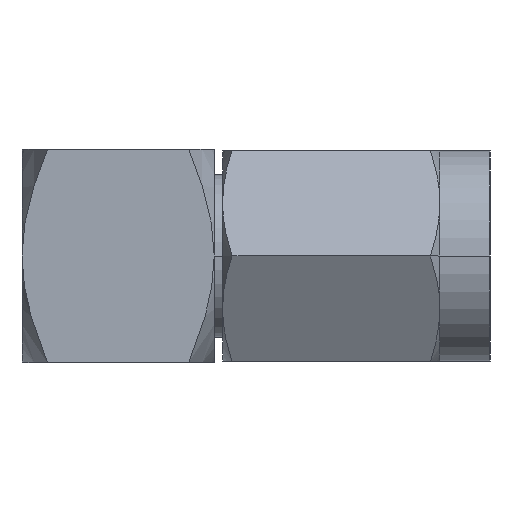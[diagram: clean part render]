
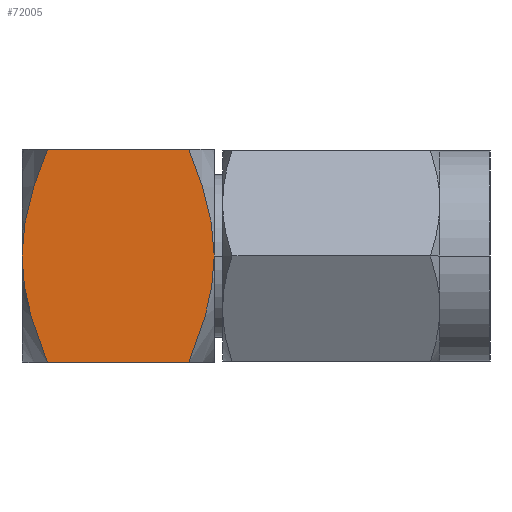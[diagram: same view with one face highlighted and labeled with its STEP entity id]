
A CAD part, left-side view. The second image highlights one B-rep face of the part: STEP entity #72005.
In plain terms, the highlighted face is planar.
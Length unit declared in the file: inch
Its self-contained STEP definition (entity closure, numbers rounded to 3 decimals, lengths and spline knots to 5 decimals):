
#1261 = CARTESIAN_POINT ( 'NONE',  ( 0.11056, 0.04331, -0.12635 ) ) ;
#1887 = CARTESIAN_POINT ( 'NONE',  ( 0.11396, 0.02192, -0.12635 ) ) ;
#9463 = CARTESIAN_POINT ( 'NONE',  ( 0.09953, 0.0854, -0.12635 ) ) ;
#10864 = CARTESIAN_POINT ( 'NONE',  ( -0.11396, 0.12635, -0.12635 ) ) ;
#11222 = CARTESIAN_POINT ( 'NONE',  ( -0.09953, 0.0854, -0.12635 ) ) ;
#14351 = CARTESIAN_POINT ( 'NONE',  ( 0.09948, -0.08556, -0.12635 ) ) ;
#15394 = ORIENTED_EDGE ( 'NONE', *, *, #95050, .T. ) ;
#15894 = CARTESIAN_POINT ( 'NONE',  ( 0.08375, -0.12635, -0.12635 ) ) ;
#19038 = EDGE_CURVE ( 'NONE', #60685, #121710, #73293, .T. ) ;
#20943 = CARTESIAN_POINT ( 'NONE',  ( -0.08375, -0.12635, -0.12635 ) ) ;
#21332 = CARTESIAN_POINT ( 'NONE',  ( 0.09199, 0.10615, -0.12635 ) ) ;
#22542 = CARTESIAN_POINT ( 'NONE',  ( 0.11001, -0.04344, -0.12635 ) ) ;
#26262 = VERTEX_POINT ( 'NONE', #20943 ) ;
#30318 = CARTESIAN_POINT ( 'NONE',  ( -0.11001, -0.04344, -0.12635 ) ) ;
#30754 = CARTESIAN_POINT ( 'NONE',  ( 0.08375, 0.12635, -0.12635 ) ) ;
#31153 = B_SPLINE_CURVE_WITH_KNOTS ( 'NONE', 3,
 ( #30754, #21332, #9463, #1261, #1887, #66980 ),
 .UNSPECIFIED., .F., .F.,
 ( 4, 2, 4 ),
 ( 0.00834, 0.01, 0.01165 ),
 .UNSPECIFIED. ) ;
#31967 = CARTESIAN_POINT ( 'NONE',  ( 0.11396, -0.01087, -0.12635 ) ) ;
#32296 = B_SPLINE_CURVE_WITH_KNOTS ( 'NONE', 3,
 ( #57286, #65931, #116236, #30318, #115011, #67185, #84911, #95526 ),
 .UNSPECIFIED., .F., .F.,
 ( 4, 2, 2, 4 ),
 ( 0.01165, 0.01248, 0.0133, 0.01494 ),
 .UNSPECIFIED. ) ;
#32899 = LINE ( 'NONE', #72211, #94005 ) ;
#39080 = LINE ( 'NONE', #10864, #118170 ) ;
#40396 = VERTEX_POINT ( 'NONE', #15894 ) ;
#40761 = ORIENTED_EDGE ( 'NONE', *, *, #53055, .T. ) ;
#40852 = VERTEX_POINT ( 'NONE', #50016 ) ;
#42614 = CARTESIAN_POINT ( 'NONE',  ( 0.11312, -0.0219, -0.12635 ) ) ;
#43675 = CARTESIAN_POINT ( 'NONE',  ( -0.11396, 0.12635, -0.12635 ) ) ;
#44466 = ORIENTED_EDGE ( 'NONE', *, *, #94496, .T. ) ;
#48470 = DIRECTION ( 'NONE',  ( -1., 0., 0. ) ) ;
#50016 = CARTESIAN_POINT ( 'NONE',  ( 0.08375, 0.12635, -0.12635 ) ) ;
#53055 = EDGE_CURVE ( 'NONE', #40852, #104490, #31153, .T. ) ;
#57286 = CARTESIAN_POINT ( 'NONE',  ( -0.11396, 0., -0.12635 ) ) ;
#60114 = CARTESIAN_POINT ( 'NONE',  ( 0.08375, -0.12635, -0.12635 ) ) ;
#60685 = VERTEX_POINT ( 'NONE', #108936 ) ;
#63594 = DIRECTION ( 'NONE',  ( 1., 0., 0. ) ) ;
#65651 = CARTESIAN_POINT ( 'NONE',  ( -0.11056, 0.04331, -0.12635 ) ) ;
#65931 = CARTESIAN_POINT ( 'NONE',  ( -0.11396, -0.01087, -0.12635 ) ) ;
#66980 = CARTESIAN_POINT ( 'NONE',  ( 0.11396, 0., -0.12635 ) ) ;
#67185 = CARTESIAN_POINT ( 'NONE',  ( -0.09948, -0.08556, -0.12635 ) ) ;
#69739 = EDGE_CURVE ( 'NONE', #40852, #60685, #39080, .T. ) ;
#72005 = ADVANCED_FACE ( 'NONE', ( #122654 ), #94368, .F. ) ;
#72211 = CARTESIAN_POINT ( 'NONE',  ( -0.11396, -0.12635, -0.12635 ) ) ;
#72826 = DIRECTION ( 'NONE',  ( -1., 0., 0. ) ) ;
#73293 = B_SPLINE_CURVE_WITH_KNOTS ( 'NONE', 3,
 ( #114711, #77619, #11222, #65651, #122882, #115343 ),
 .UNSPECIFIED., .F., .F.,
 ( 4, 2, 4 ),
 ( 0.00834, 0.01, 0.01165 ),
 .UNSPECIFIED. ) ;
#75070 = ORIENTED_EDGE ( 'NONE', *, *, #19038, .F. ) ;
#77619 = CARTESIAN_POINT ( 'NONE',  ( -0.09199, 0.10615, -0.12635 ) ) ;
#80821 = CARTESIAN_POINT ( 'NONE',  ( 0.10775, -0.05405, -0.12635 ) ) ;
#84911 = CARTESIAN_POINT ( 'NONE',  ( -0.09198, -0.10618, -0.12635 ) ) ;
#90844 = CARTESIAN_POINT ( 'NONE',  ( 0.09198, -0.10618, -0.12635 ) ) ;
#92495 = ORIENTED_EDGE ( 'NONE', *, *, #69739, .F. ) ;
#93170 = DIRECTION ( 'NONE',  ( 0., 0., 1. ) ) ;
#94005 = VECTOR ( 'NONE', #72826, 39.37008 ) ;
#94368 = PLANE ( 'NONE',  #122562 ) ;
#94496 = EDGE_CURVE ( 'NONE', #40396, #26262, #32899, .T. ) ;
#95050 = EDGE_CURVE ( 'NONE', #104490, #40396, #113715, .T. ) ;
#95526 = CARTESIAN_POINT ( 'NONE',  ( -0.08375, -0.12635, -0.12635 ) ) ;
#96015 = CARTESIAN_POINT ( 'NONE',  ( 0.11396, 0., -0.12635 ) ) ;
#100264 = CARTESIAN_POINT ( 'NONE',  ( 0.11396, 0., -0.12635 ) ) ;
#104490 = VERTEX_POINT ( 'NONE', #96015 ) ;
#106629 = CARTESIAN_POINT ( 'NONE',  ( -0.11396, 0., -0.12635 ) ) ;
#108936 = CARTESIAN_POINT ( 'NONE',  ( -0.08375, 0.12635, -0.12635 ) ) ;
#111065 = EDGE_CURVE ( 'NONE', #121710, #26262, #32296, .T. ) ;
#113249 = ORIENTED_EDGE ( 'NONE', *, *, #111065, .F. ) ;
#113715 = B_SPLINE_CURVE_WITH_KNOTS ( 'NONE', 3,
 ( #100264, #31967, #42614, #22542, #80821, #14351, #90844, #60114 ),
 .UNSPECIFIED., .F., .F.,
 ( 4, 2, 2, 4 ),
 ( 0.01165, 0.01248, 0.0133, 0.01494 ),
 .UNSPECIFIED. ) ;
#114711 = CARTESIAN_POINT ( 'NONE',  ( -0.08375, 0.12635, -0.12635 ) ) ;
#115011 = CARTESIAN_POINT ( 'NONE',  ( -0.10775, -0.05405, -0.12635 ) ) ;
#115343 = CARTESIAN_POINT ( 'NONE',  ( -0.11396, 0., -0.12635 ) ) ;
#115530 = EDGE_LOOP ( 'NONE', ( #92495, #40761, #15394, #44466, #113249, #75070 ) ) ;
#116236 = CARTESIAN_POINT ( 'NONE',  ( -0.11312, -0.0219, -0.12635 ) ) ;
#118170 = VECTOR ( 'NONE', #48470, 39.37008 ) ;
#121710 = VERTEX_POINT ( 'NONE', #106629 ) ;
#122562 = AXIS2_PLACEMENT_3D ( 'NONE', #43675, #93170, #63594 ) ;
#122654 = FACE_OUTER_BOUND ( 'NONE', #115530, .T. ) ;
#122882 = CARTESIAN_POINT ( 'NONE',  ( -0.11396, 0.02192, -0.12635 ) ) ;
